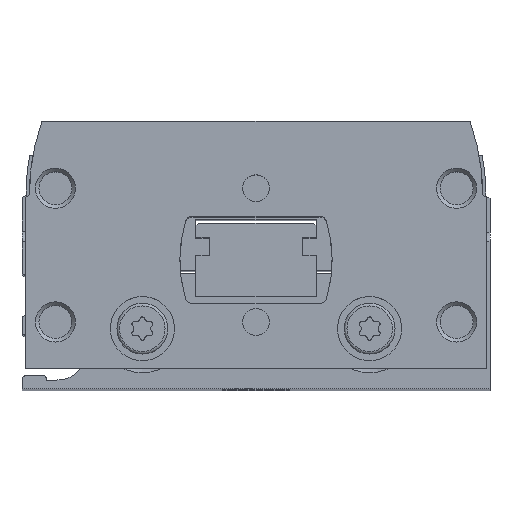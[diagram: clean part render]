
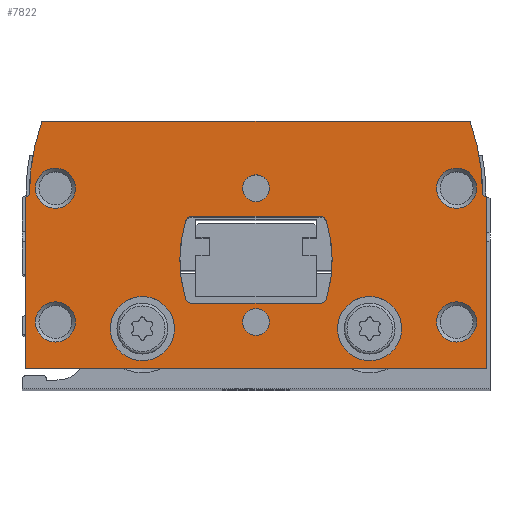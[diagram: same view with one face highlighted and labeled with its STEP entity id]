
A CAD part, top view. The second image highlights one B-rep face of the part: STEP entity #7822.
In plain terms, the highlighted planar face has unit normal (0, 0, 1).
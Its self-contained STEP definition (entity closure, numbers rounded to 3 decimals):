
#495=CIRCLE('',#8450,16.5);
#501=CIRCLE('',#8462,16.5);
#504=CIRCLE('',#8466,0.5);
#505=CIRCLE('',#8468,10.);
#508=CIRCLE('',#8472,10.);
#509=CIRCLE('',#8474,0.5);
#528=CIRCLE('',#8497,2.4);
#529=CIRCLE('',#8498,2.4);
#530=CIRCLE('',#8499,1.);
#531=CIRCLE('',#8500,1.);
#532=CIRCLE('',#8501,1.5);
#533=CIRCLE('',#8502,1.5);
#534=CIRCLE('',#8503,1.5);
#535=CIRCLE('',#8504,1.5);
#536=CIRCLE('',#8505,0.5);
#537=CIRCLE('',#8506,0.5);
#1751=ORIENTED_EDGE('',*,*,#3136,.F.);
#1752=ORIENTED_EDGE('',*,*,#3137,.F.);
#1753=ORIENTED_EDGE('',*,*,#3138,.T.);
#1754=ORIENTED_EDGE('',*,*,#3139,.T.);
#1755=ORIENTED_EDGE('',*,*,#3140,.T.);
#1756=ORIENTED_EDGE('',*,*,#3141,.T.);
#1757=ORIENTED_EDGE('',*,*,#3142,.T.);
#1758=ORIENTED_EDGE('',*,*,#3143,.T.);
#1759=ORIENTED_EDGE('',*,*,#3099,.F.);
#1760=ORIENTED_EDGE('',*,*,#3118,.F.);
#1761=ORIENTED_EDGE('',*,*,#3111,.F.);
#1762=ORIENTED_EDGE('',*,*,#3108,.F.);
#1763=ORIENTED_EDGE('',*,*,#3144,.F.);
#1764=ORIENTED_EDGE('',*,*,#3145,.F.);
#1765=ORIENTED_EDGE('',*,*,#3146,.F.);
#1766=ORIENTED_EDGE('',*,*,#3102,.F.);
#1767=ORIENTED_EDGE('',*,*,#3086,.T.);
#1768=ORIENTED_EDGE('',*,*,#3080,.T.);
#1769=ORIENTED_EDGE('',*,*,#3120,.T.);
#1770=ORIENTED_EDGE('',*,*,#3051,.T.);
#1771=ORIENTED_EDGE('',*,*,#3056,.T.);
#1772=ORIENTED_EDGE('',*,*,#3060,.T.);
#1773=ORIENTED_EDGE('',*,*,#3135,.T.);
#1774=ORIENTED_EDGE('',*,*,#3092,.T.);
#3051=EDGE_CURVE('',#3839,#3838,#4396,.T.);
#3056=EDGE_CURVE('',#3838,#3842,#4401,.T.);
#3060=EDGE_CURVE('',#3842,#3844,#495,.T.);
#3080=EDGE_CURVE('',#3859,#3861,#4419,.T.);
#3086=EDGE_CURVE('',#3865,#3859,#4425,.T.);
#3092=EDGE_CURVE('',#3870,#3865,#501,.T.);
#3099=EDGE_CURVE('',#3874,#3875,#504,.T.);
#3102=EDGE_CURVE('',#3875,#3876,#505,.T.);
#3108=EDGE_CURVE('',#3880,#3881,#508,.T.);
#3111=EDGE_CURVE('',#3881,#3883,#509,.T.);
#3118=EDGE_CURVE('',#3883,#3874,#4439,.T.);
#3120=EDGE_CURVE('',#3861,#3839,#4441,.T.);
#3135=EDGE_CURVE('',#3844,#3870,#4442,.T.);
#3136=EDGE_CURVE('',#3902,#3902,#528,.T.);
#3137=EDGE_CURVE('',#3903,#3903,#529,.T.);
#3138=EDGE_CURVE('',#3904,#3904,#530,.T.);
#3139=EDGE_CURVE('',#3905,#3905,#531,.T.);
#3140=EDGE_CURVE('',#3906,#3906,#532,.T.);
#3141=EDGE_CURVE('',#3907,#3907,#533,.T.);
#3142=EDGE_CURVE('',#3908,#3908,#534,.T.);
#3143=EDGE_CURVE('',#3909,#3909,#535,.T.);
#3144=EDGE_CURVE('',#3910,#3880,#536,.T.);
#3145=EDGE_CURVE('',#3911,#3910,#4443,.T.);
#3146=EDGE_CURVE('',#3876,#3911,#537,.T.);
#3838=VERTEX_POINT('',#12183);
#3839=VERTEX_POINT('',#12185);
#3842=VERTEX_POINT('',#12193);
#3844=VERTEX_POINT('',#12200);
#3859=VERTEX_POINT('',#12234);
#3861=VERTEX_POINT('',#12239);
#3865=VERTEX_POINT('',#12250);
#3870=VERTEX_POINT('',#12265);
#3874=VERTEX_POINT('',#12279);
#3875=VERTEX_POINT('',#12281);
#3876=VERTEX_POINT('',#12289);
#3880=VERTEX_POINT('',#12302);
#3881=VERTEX_POINT('',#12304);
#3883=VERTEX_POINT('',#12313);
#3902=VERTEX_POINT('',#12361);
#3903=VERTEX_POINT('',#12363);
#3904=VERTEX_POINT('',#12365);
#3905=VERTEX_POINT('',#12367);
#3906=VERTEX_POINT('',#12369);
#3907=VERTEX_POINT('',#12371);
#3908=VERTEX_POINT('',#12373);
#3909=VERTEX_POINT('',#12375);
#3910=VERTEX_POINT('',#12377);
#3911=VERTEX_POINT('',#12379);
#4396=LINE('',#12184,#4846);
#4401=LINE('',#12194,#4851);
#4419=LINE('',#12240,#4869);
#4425=LINE('',#12252,#4875);
#4439=LINE('',#12325,#4889);
#4441=LINE('',#12328,#4891);
#4442=LINE('',#12358,#4892);
#4443=LINE('',#12378,#4893);
#4846=VECTOR('',#10008,1000.);
#4851=VECTOR('',#10015,1000.);
#4869=VECTOR('',#10051,1000.);
#4875=VECTOR('',#10061,1000.);
#4889=VECTOR('',#10117,1000.);
#4891=VECTOR('',#10121,1000.);
#4892=VECTOR('',#10152,1000.);
#4893=VECTOR('',#10173,1000.);
#5309=EDGE_LOOP('',(#1751));
#5310=EDGE_LOOP('',(#1752));
#5311=EDGE_LOOP('',(#1753));
#5312=EDGE_LOOP('',(#1754));
#5313=EDGE_LOOP('',(#1755));
#5314=EDGE_LOOP('',(#1756));
#5315=EDGE_LOOP('',(#1757));
#5316=EDGE_LOOP('',(#1758));
#5317=EDGE_LOOP('',(#1759,#1760,#1761,#1762,#1763,#1764,#1765,#1766));
#5318=EDGE_LOOP('',(#1767,#1768,#1769,#1770,#1771,#1772,#1773,#1774));
#5899=FACE_BOUND('',#5309,.T.);
#5900=FACE_BOUND('',#5310,.T.);
#5901=FACE_BOUND('',#5311,.T.);
#5902=FACE_BOUND('',#5312,.T.);
#5903=FACE_BOUND('',#5313,.T.);
#5904=FACE_BOUND('',#5314,.T.);
#5905=FACE_BOUND('',#5315,.T.);
#5906=FACE_BOUND('',#5316,.T.);
#5907=FACE_BOUND('',#5317,.T.);
#5908=FACE_BOUND('',#5318,.T.);
#6288=PLANE('',#8496);
#7822=ADVANCED_FACE('',(#5899,#5900,#5901,#5902,#5903,#5904,#5905,#5906,
#5907,#5908),#6288,.T.);
#8450=AXIS2_PLACEMENT_3D('',#12201,#10022,#10023);
#8462=AXIS2_PLACEMENT_3D('',#12264,#10072,#10073);
#8466=AXIS2_PLACEMENT_3D('',#12280,#10083,#10084);
#8468=AXIS2_PLACEMENT_3D('',#12288,#10088,#10089);
#8472=AXIS2_PLACEMENT_3D('',#12303,#10098,#10099);
#8474=AXIS2_PLACEMENT_3D('',#12312,#10103,#10104);
#8496=AXIS2_PLACEMENT_3D('',#12359,#10153,#10154);
#8497=AXIS2_PLACEMENT_3D('',#12360,#10155,#10156);
#8498=AXIS2_PLACEMENT_3D('',#12362,#10157,#10158);
#8499=AXIS2_PLACEMENT_3D('',#12364,#10159,#10160);
#8500=AXIS2_PLACEMENT_3D('',#12366,#10161,#10162);
#8501=AXIS2_PLACEMENT_3D('',#12368,#10163,#10164);
#8502=AXIS2_PLACEMENT_3D('',#12370,#10165,#10166);
#8503=AXIS2_PLACEMENT_3D('',#12372,#10167,#10168);
#8504=AXIS2_PLACEMENT_3D('',#12374,#10169,#10170);
#8505=AXIS2_PLACEMENT_3D('',#12376,#10171,#10172);
#8506=AXIS2_PLACEMENT_3D('',#12380,#10174,#10175);
#10008=DIRECTION('',(0.,1.,0.));
#10015=DIRECTION('',(-0.866,0.5,0.));
#10022=DIRECTION('',(0.,0.,1.));
#10023=DIRECTION('',(1.,0.,0.));
#10051=DIRECTION('',(0.,-1.,0.));
#10061=DIRECTION('',(-0.866,-0.5,0.));
#10072=DIRECTION('',(0.,0.,1.));
#10073=DIRECTION('',(1.,0.,0.));
#10083=DIRECTION('',(0.,0.,1.));
#10084=DIRECTION('',(1.,0.,0.));
#10088=DIRECTION('',(0.,0.,1.));
#10089=DIRECTION('',(1.,0.,0.));
#10098=DIRECTION('',(0.,0.,1.));
#10099=DIRECTION('',(1.,0.,0.));
#10103=DIRECTION('',(0.,0.,1.));
#10104=DIRECTION('',(1.,0.,0.));
#10117=DIRECTION('',(-1.,0.,0.));
#10121=DIRECTION('',(1.,0.,0.));
#10152=DIRECTION('',(-1.,0.,0.));
#10153=DIRECTION('',(0.,0.,1.));
#10154=DIRECTION('',(1.,0.,0.));
#10155=DIRECTION('',(0.,0.,1.));
#10156=DIRECTION('',(1.,0.,0.));
#10157=DIRECTION('',(0.,0.,1.));
#10158=DIRECTION('',(1.,0.,0.));
#10159=DIRECTION('',(0.,0.,-1.));
#10160=DIRECTION('',(-1.,0.,0.));
#10161=DIRECTION('',(0.,0.,-1.));
#10162=DIRECTION('',(-1.,0.,0.));
#10163=DIRECTION('',(0.,0.,-1.));
#10164=DIRECTION('',(-1.,0.,0.));
#10165=DIRECTION('',(0.,0.,-1.));
#10166=DIRECTION('',(-1.,0.,0.));
#10167=DIRECTION('',(0.,0.,-1.));
#10168=DIRECTION('',(-1.,0.,0.));
#10169=DIRECTION('',(0.,0.,-1.));
#10170=DIRECTION('',(-1.,0.,0.));
#10171=DIRECTION('',(0.,0.,1.));
#10172=DIRECTION('',(1.,0.,0.));
#10173=DIRECTION('',(1.,0.,0.));
#10174=DIRECTION('',(0.,0.,1.));
#10175=DIRECTION('',(1.,0.,0.));
#12183=CARTESIAN_POINT('',(17.25,12.827,0.));
#12184=CARTESIAN_POINT('',(17.25,0.,0.));
#12185=CARTESIAN_POINT('',(17.25,0.,0.));
#12193=CARTESIAN_POINT('',(16.95,13.,0.));
#12194=CARTESIAN_POINT('',(17.25,12.827,0.));
#12200=CARTESIAN_POINT('',(16.006,18.5,0.));
#12201=CARTESIAN_POINT('',(0.45,13.,0.));
#12234=CARTESIAN_POINT('',(-17.25,12.827,0.));
#12239=CARTESIAN_POINT('',(-17.25,0.,0.));
#12240=CARTESIAN_POINT('',(-17.25,12.827,0.));
#12250=CARTESIAN_POINT('',(-16.95,13.,0.));
#12252=CARTESIAN_POINT('',(-16.95,13.,0.));
#12264=CARTESIAN_POINT('',(-0.45,13.,0.));
#12265=CARTESIAN_POINT('',(-16.006,18.5,0.));
#12279=CARTESIAN_POINT('',(-4.793,11.4,0.));
#12280=CARTESIAN_POINT('',(-4.793,10.9,0.));
#12281=CARTESIAN_POINT('',(-5.272,11.045,0.));
#12288=CARTESIAN_POINT('',(4.3,8.15,0.));
#12289=CARTESIAN_POINT('',(-5.272,5.255,0.));
#12302=CARTESIAN_POINT('',(5.272,5.255,0.));
#12303=CARTESIAN_POINT('',(-4.3,8.15,0.));
#12304=CARTESIAN_POINT('',(5.272,11.045,0.));
#12312=CARTESIAN_POINT('',(4.793,10.9,0.));
#12313=CARTESIAN_POINT('',(4.793,11.4,0.));
#12325=CARTESIAN_POINT('',(4.793,11.4,0.));
#12328=CARTESIAN_POINT('',(-17.25,0.,0.));
#12358=CARTESIAN_POINT('',(16.006,18.5,0.));
#12359=CARTESIAN_POINT('',(0.45,13.,0.));
#12360=CARTESIAN_POINT('',(-8.5,3.,0.));
#12361=CARTESIAN_POINT('',(-6.1,3.,0.));
#12362=CARTESIAN_POINT('',(8.5,3.,0.));
#12363=CARTESIAN_POINT('',(10.9,3.,0.));
#12364=CARTESIAN_POINT('',(0.,13.5,0.));
#12365=CARTESIAN_POINT('',(-1.,13.5,0.));
#12366=CARTESIAN_POINT('',(0.,3.5,0.));
#12367=CARTESIAN_POINT('',(-1.,3.5,0.));
#12368=CARTESIAN_POINT('',(15.,3.5,0.));
#12369=CARTESIAN_POINT('',(13.5,3.5,0.));
#12370=CARTESIAN_POINT('',(-15.,3.5,0.));
#12371=CARTESIAN_POINT('',(-16.5,3.5,0.));
#12372=CARTESIAN_POINT('',(-15.,13.5,0.));
#12373=CARTESIAN_POINT('',(-16.5,13.5,0.));
#12374=CARTESIAN_POINT('',(15.,13.5,0.));
#12375=CARTESIAN_POINT('',(13.5,13.5,0.));
#12376=CARTESIAN_POINT('',(4.793,5.4,0.));
#12377=CARTESIAN_POINT('',(4.793,4.9,0.));
#12378=CARTESIAN_POINT('',(-4.793,4.9,0.));
#12379=CARTESIAN_POINT('',(-4.793,4.9,0.));
#12380=CARTESIAN_POINT('',(-4.793,5.4,0.));
